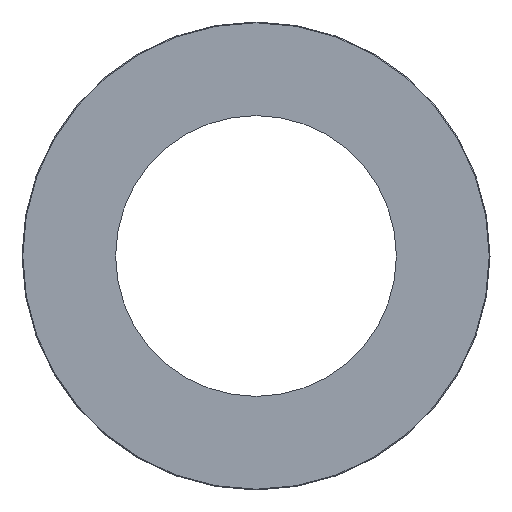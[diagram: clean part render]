
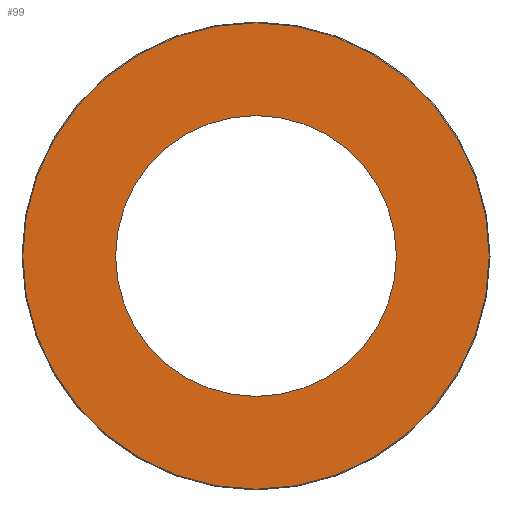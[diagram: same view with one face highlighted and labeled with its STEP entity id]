
A CAD part, left-side view. The second image highlights one B-rep face of the part: STEP entity #99.
In plain terms, the highlighted planar face has unit normal (-1, 0, 0).
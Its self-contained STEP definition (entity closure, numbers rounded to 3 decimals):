
#2 = AXIS2_PLACEMENT_3D ( 'NONE', #179, #182, #183 ) ;
#4 = EDGE_CURVE ( 'NONE', #193, #193, #111, .T. ) ;
#5 = AXIS2_PLACEMENT_3D ( 'NONE', #201, #184, #165 ) ;
#7 = EDGE_CURVE ( 'NONE', #192, #192, #83, .T. ) ;
#35 = AXIS2_PLACEMENT_3D ( 'NONE', #174, #188, #189 ) ;
#79 = FACE_OUTER_BOUND ( 'NONE', #112, .T. ) ;
#83 = CIRCLE ( 'NONE', #2, 18. ) ;
#91 = FACE_BOUND ( 'NONE', #131, .T. ) ;
#99 = ADVANCED_FACE ( 'NONE', ( #79, #91 ), #171, .F. ) ;
#111 = CIRCLE ( 'NONE', #5, 29.9 ) ;
#112 = EDGE_LOOP ( 'NONE', ( #127 ) ) ;
#122 = ORIENTED_EDGE ( 'NONE', *, *, #7, .T. ) ;
#127 = ORIENTED_EDGE ( 'NONE', *, *, #4, .T. ) ;
#131 = EDGE_LOOP ( 'NONE', ( #122 ) ) ;
#165 = DIRECTION ( 'NONE',  ( 0., 0., -1. ) ) ;
#171 = PLANE ( 'NONE',  #35 ) ;
#174 = CARTESIAN_POINT ( 'NONE',  ( -3000., 0., 0. ) ) ;
#179 = CARTESIAN_POINT ( 'NONE',  ( -3000., 0., 0. ) ) ;
#182 = DIRECTION ( 'NONE',  ( 1., 0., 0. ) ) ;
#183 = DIRECTION ( 'NONE',  ( 0., 0., -1. ) ) ;
#184 = DIRECTION ( 'NONE',  ( -1., 0., 0. ) ) ;
#188 = DIRECTION ( 'NONE',  ( 1., 0., 0. ) ) ;
#189 = DIRECTION ( 'NONE',  ( 0., 0., -1. ) ) ;
#190 = CARTESIAN_POINT ( 'NONE',  ( -3000., 0., -18. ) ) ;
#192 = VERTEX_POINT ( 'NONE', #190 ) ;
#193 = VERTEX_POINT ( 'NONE', #196 ) ;
#196 = CARTESIAN_POINT ( 'NONE',  ( -3000., 0., -29.9 ) ) ;
#201 = CARTESIAN_POINT ( 'NONE',  ( -3000., 0., 0. ) ) ;
